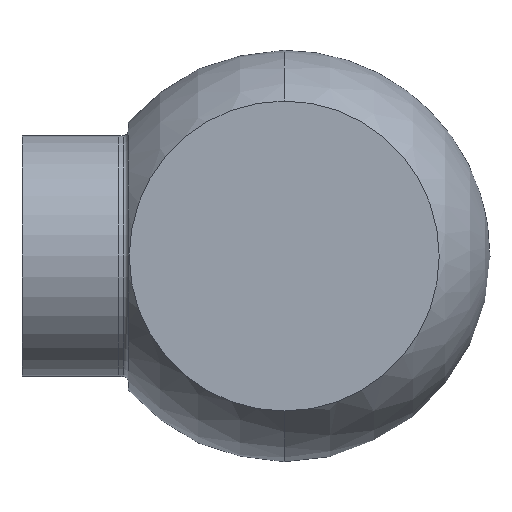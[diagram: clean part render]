
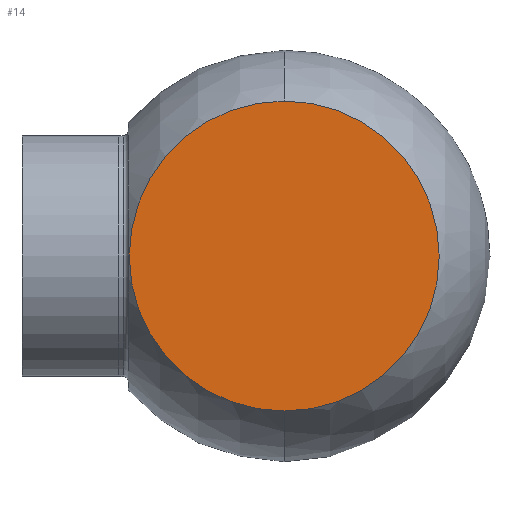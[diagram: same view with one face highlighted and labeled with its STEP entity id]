
A CAD part, front view. The second image highlights one B-rep face of the part: STEP entity #14.
In plain terms, the highlighted planar face has unit normal (0, -1, 0).
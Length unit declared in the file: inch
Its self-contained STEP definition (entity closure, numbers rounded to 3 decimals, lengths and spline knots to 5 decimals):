
#14 = ADVANCED_FACE ( 'NONE', ( #441 ), #497, .F. ) ;
#27 = VERTEX_POINT ( 'NONE', #356 ) ;
#63 = AXIS2_PLACEMENT_3D ( 'NONE', #72, #423, #128 ) ;
#72 = CARTESIAN_POINT ( 'NONE',  ( 0., -1.685, 0. ) ) ;
#102 = CARTESIAN_POINT ( 'NONE',  ( 0., -1.685, 1.92993 ) ) ;
#120 = DIRECTION ( 'NONE',  ( 0., 1., 0. ) ) ;
#128 = DIRECTION ( 'NONE',  ( -1., 0., 0. ) ) ;
#153 = DIRECTION ( 'NONE',  ( 0., 1., 0. ) ) ;
#173 = EDGE_CURVE ( 'NONE', #531, #27, #218, .T. ) ;
#182 = CARTESIAN_POINT ( 'NONE',  ( 0., -1.685, 1.92993 ) ) ;
#218 = CIRCLE ( 'NONE', #248, 1.92993 ) ;
#248 = AXIS2_PLACEMENT_3D ( 'NONE', #413, #120, #466 ) ;
#250 = DIRECTION ( 'NONE',  ( -1., 0., 0. ) ) ;
#293 = EDGE_CURVE ( 'NONE', #27, #531, #344, .T. ) ;
#344 = CIRCLE ( 'NONE', #63, 1.92993 ) ;
#356 = CARTESIAN_POINT ( 'NONE',  ( 0., -1.685, -1.92993 ) ) ;
#413 = CARTESIAN_POINT ( 'NONE',  ( 0., -1.685, 0. ) ) ;
#423 = DIRECTION ( 'NONE',  ( 0., 1., 0. ) ) ;
#441 = FACE_OUTER_BOUND ( 'NONE', #599, .T. ) ;
#466 = DIRECTION ( 'NONE',  ( -1., 0., 0. ) ) ;
#497 = PLANE ( 'NONE',  #625 ) ;
#518 = ORIENTED_EDGE ( 'NONE', *, *, #173, .F. ) ;
#531 = VERTEX_POINT ( 'NONE', #182 ) ;
#546 = ORIENTED_EDGE ( 'NONE', *, *, #293, .F. ) ;
#599 = EDGE_LOOP ( 'NONE', ( #518, #546 ) ) ;
#625 = AXIS2_PLACEMENT_3D ( 'NONE', #102, #153, #250 ) ;
